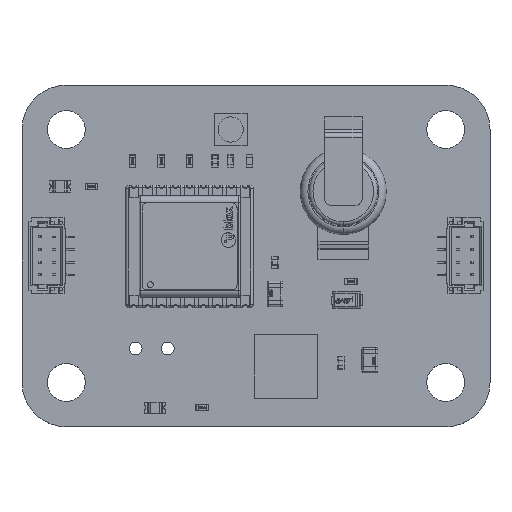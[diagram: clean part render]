
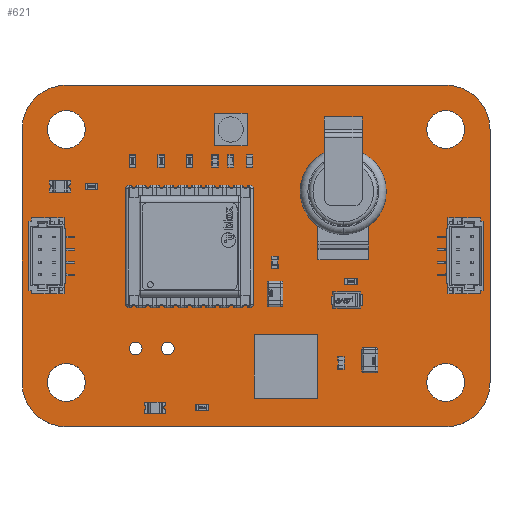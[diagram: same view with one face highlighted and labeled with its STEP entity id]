
A CAD part, top view. The second image highlights one B-rep face of the part: STEP entity #621.
In plain terms, the highlighted planar face has unit normal (0, 0, 1).
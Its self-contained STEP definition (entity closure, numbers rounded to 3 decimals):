
#140 = VERTEX_POINT('',#141);
#141 = CARTESIAN_POINT('',(3.5,0.,1.595));
#147 = EDGE_CURVE('',#140,#148,#150,.T.);
#148 = VERTEX_POINT('',#149);
#149 = CARTESIAN_POINT('',(0.,3.5,1.595));
#150 = CIRCLE('',#151,3.5);
#151 = AXIS2_PLACEMENT_3D('',#152,#153,#154);
#152 = CARTESIAN_POINT('',(3.5,3.5,1.595));
#153 = DIRECTION('',(0.,0.,-1.));
#154 = DIRECTION('',(0.,-1.,0.));
#180 = EDGE_CURVE('',#148,#181,#183,.T.);
#181 = VERTEX_POINT('',#182);
#182 = CARTESIAN_POINT('',(0.,23.5,1.595));
#183 = LINE('',#184,#185);
#184 = CARTESIAN_POINT('',(0.,3.5,1.595));
#185 = VECTOR('',#186,1.);
#186 = DIRECTION('',(0.,1.,0.));
#211 = EDGE_CURVE('',#181,#212,#214,.T.);
#212 = VERTEX_POINT('',#213);
#213 = CARTESIAN_POINT('',(3.5,27.,1.595));
#214 = CIRCLE('',#215,3.5);
#215 = AXIS2_PLACEMENT_3D('',#216,#217,#218);
#216 = CARTESIAN_POINT('',(3.5,23.5,1.595));
#217 = DIRECTION('',(0.,0.,-1.));
#218 = DIRECTION('',(-1.,0.,-0.));
#244 = EDGE_CURVE('',#212,#245,#247,.T.);
#245 = VERTEX_POINT('',#246);
#246 = CARTESIAN_POINT('',(33.5,27.,1.595));
#247 = LINE('',#248,#249);
#248 = CARTESIAN_POINT('',(3.5,27.,1.595));
#249 = VECTOR('',#250,1.);
#250 = DIRECTION('',(1.,0.,0.));
#275 = EDGE_CURVE('',#245,#276,#278,.T.);
#276 = VERTEX_POINT('',#277);
#277 = CARTESIAN_POINT('',(37.,23.5,1.595));
#278 = CIRCLE('',#279,3.5);
#279 = AXIS2_PLACEMENT_3D('',#280,#281,#282);
#280 = CARTESIAN_POINT('',(33.5,23.5,1.595));
#281 = DIRECTION('',(0.,0.,-1.));
#282 = DIRECTION('',(0.,1.,0.));
#308 = EDGE_CURVE('',#276,#309,#311,.T.);
#309 = VERTEX_POINT('',#310);
#310 = CARTESIAN_POINT('',(37.,3.5,1.595));
#311 = LINE('',#312,#313);
#312 = CARTESIAN_POINT('',(37.,23.5,1.595));
#313 = VECTOR('',#314,1.);
#314 = DIRECTION('',(0.,-1.,0.));
#339 = EDGE_CURVE('',#309,#340,#342,.T.);
#340 = VERTEX_POINT('',#341);
#341 = CARTESIAN_POINT('',(33.5,0.,1.595));
#342 = CIRCLE('',#343,3.5);
#343 = AXIS2_PLACEMENT_3D('',#344,#345,#346);
#344 = CARTESIAN_POINT('',(33.5,3.5,1.595));
#345 = DIRECTION('',(0.,0.,-1.));
#346 = DIRECTION('',(1.,0.,0.));
#372 = EDGE_CURVE('',#340,#140,#373,.T.);
#373 = LINE('',#374,#375);
#374 = CARTESIAN_POINT('',(33.5,0.,1.595));
#375 = VECTOR('',#376,1.);
#376 = DIRECTION('',(-1.,0.,0.));
#396 = VERTEX_POINT('',#397);
#397 = CARTESIAN_POINT('',(5.,3.5,1.595));
#403 = EDGE_CURVE('',#396,#396,#404,.T.);
#404 = CIRCLE('',#405,1.5);
#405 = AXIS2_PLACEMENT_3D('',#406,#407,#408);
#406 = CARTESIAN_POINT('',(3.5,3.5,1.595));
#407 = DIRECTION('',(0.,0.,1.));
#408 = DIRECTION('',(1.,0.,-0.));
#429 = VERTEX_POINT('',#430);
#430 = CARTESIAN_POINT('',(5.,23.5,1.595));
#436 = EDGE_CURVE('',#429,#429,#437,.T.);
#437 = CIRCLE('',#438,1.5);
#438 = AXIS2_PLACEMENT_3D('',#439,#440,#441);
#439 = CARTESIAN_POINT('',(3.5,23.5,1.595));
#440 = DIRECTION('',(0.,0.,1.));
#441 = DIRECTION('',(1.,0.,-0.));
#462 = VERTEX_POINT('',#463);
#463 = CARTESIAN_POINT('',(9.488,6.19,1.595));
#469 = EDGE_CURVE('',#462,#462,#470,.T.);
#470 = CIRCLE('',#471,0.508);
#471 = AXIS2_PLACEMENT_3D('',#472,#473,#474);
#472 = CARTESIAN_POINT('',(8.98,6.19,1.595));
#473 = DIRECTION('',(0.,0.,1.));
#474 = DIRECTION('',(1.,0.,-0.));
#495 = VERTEX_POINT('',#496);
#496 = CARTESIAN_POINT('',(35.,3.5,1.595));
#502 = EDGE_CURVE('',#495,#495,#503,.T.);
#503 = CIRCLE('',#504,1.5);
#504 = AXIS2_PLACEMENT_3D('',#505,#506,#507);
#505 = CARTESIAN_POINT('',(33.5,3.5,1.595));
#506 = DIRECTION('',(0.,0.,1.));
#507 = DIRECTION('',(1.,0.,-0.));
#528 = VERTEX_POINT('',#529);
#529 = CARTESIAN_POINT('',(12.028,6.19,1.595));
#535 = EDGE_CURVE('',#528,#528,#536,.T.);
#536 = CIRCLE('',#537,0.508);
#537 = AXIS2_PLACEMENT_3D('',#538,#539,#540);
#538 = CARTESIAN_POINT('',(11.52,6.19,1.595));
#539 = DIRECTION('',(0.,0.,1.));
#540 = DIRECTION('',(1.,0.,-0.));
#561 = VERTEX_POINT('',#562);
#562 = CARTESIAN_POINT('',(35.,23.5,1.595));
#568 = EDGE_CURVE('',#561,#561,#569,.T.);
#569 = CIRCLE('',#570,1.5);
#570 = AXIS2_PLACEMENT_3D('',#571,#572,#573);
#571 = CARTESIAN_POINT('',(33.5,23.5,1.595));
#572 = DIRECTION('',(0.,0.,1.));
#573 = DIRECTION('',(1.,0.,-0.));
#621 = ADVANCED_FACE('',(#622,#632,#635,#638,#641,#644,#647),#650,.F.);
#622 = FACE_BOUND('',#623,.F.);
#623 = EDGE_LOOP('',(#624,#625,#626,#627,#628,#629,#630,#631));
#624 = ORIENTED_EDGE('',*,*,#147,.T.);
#625 = ORIENTED_EDGE('',*,*,#180,.T.);
#626 = ORIENTED_EDGE('',*,*,#211,.T.);
#627 = ORIENTED_EDGE('',*,*,#244,.T.);
#628 = ORIENTED_EDGE('',*,*,#275,.T.);
#629 = ORIENTED_EDGE('',*,*,#308,.T.);
#630 = ORIENTED_EDGE('',*,*,#339,.T.);
#631 = ORIENTED_EDGE('',*,*,#372,.T.);
#632 = FACE_BOUND('',#633,.F.);
#633 = EDGE_LOOP('',(#634));
#634 = ORIENTED_EDGE('',*,*,#403,.T.);
#635 = FACE_BOUND('',#636,.F.);
#636 = EDGE_LOOP('',(#637));
#637 = ORIENTED_EDGE('',*,*,#436,.T.);
#638 = FACE_BOUND('',#639,.F.);
#639 = EDGE_LOOP('',(#640));
#640 = ORIENTED_EDGE('',*,*,#469,.T.);
#641 = FACE_BOUND('',#642,.F.);
#642 = EDGE_LOOP('',(#643));
#643 = ORIENTED_EDGE('',*,*,#502,.T.);
#644 = FACE_BOUND('',#645,.F.);
#645 = EDGE_LOOP('',(#646));
#646 = ORIENTED_EDGE('',*,*,#535,.T.);
#647 = FACE_BOUND('',#648,.F.);
#648 = EDGE_LOOP('',(#649));
#649 = ORIENTED_EDGE('',*,*,#568,.T.);
#650 = PLANE('',#651);
#651 = AXIS2_PLACEMENT_3D('',#652,#653,#654);
#652 = CARTESIAN_POINT('',(18.5,13.5,1.595));
#653 = DIRECTION('',(-0.,-0.,-1.));
#654 = DIRECTION('',(-1.,0.,0.));
